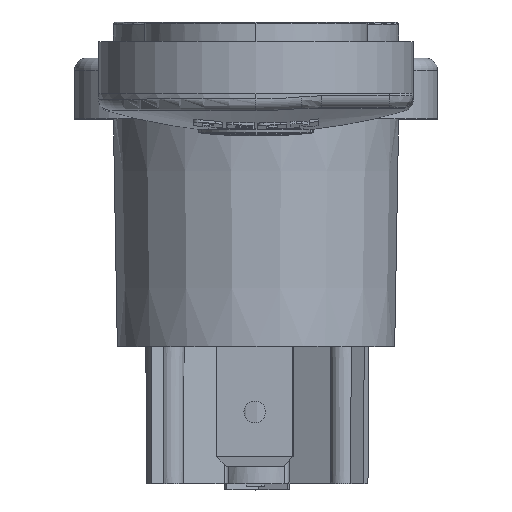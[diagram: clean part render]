
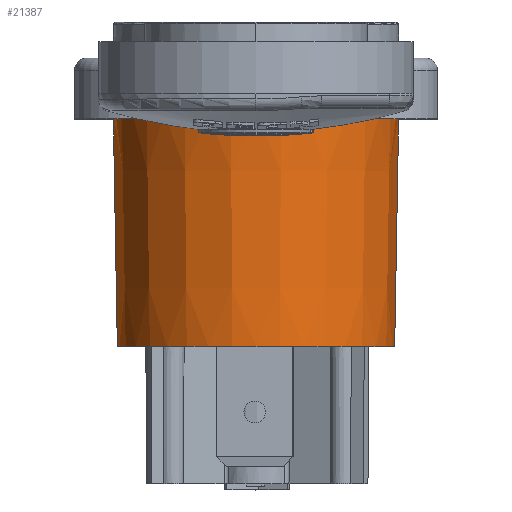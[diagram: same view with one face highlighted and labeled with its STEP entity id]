
A CAD part, top view. The second image highlights one B-rep face of the part: STEP entity #21387.
In plain terms, the highlighted conical face has half-angle 1 degrees and reference radius 11.623 mm.
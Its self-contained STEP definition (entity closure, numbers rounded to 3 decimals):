
#2204=CARTESIAN_POINT('',(88.013,36.414,-54.257));
#2205=DIRECTION('',(0.,1.,0.));
#2206=DIRECTION('',(-1.,0.,0.));
#2207=AXIS2_PLACEMENT_3D('',#2204,#2205,#2206);
#2214=DIRECTION('',(0.017,-1.,0.));
#2215=VECTOR('',#2214,19.312);
#2216=CARTESIAN_POINT('',(76.221,36.414,-54.257));
#2217=LINE('',#2216,#2215);
#2290=DIRECTION('',(0.017,1.,0.));
#2291=VECTOR('',#2290,19.312);
#2292=CARTESIAN_POINT('',(99.467,17.105,-54.257));
#2293=LINE('',#2292,#2291);
#2316=CARTESIAN_POINT('',(88.013,17.105,-54.257));
#2317=DIRECTION('',(0.,1.,0.));
#2318=DIRECTION('',(-1.,0.,0.));
#2319=AXIS2_PLACEMENT_3D('',#2316,#2317,#2318);
#15382=CARTESIAN_POINT('',(76.558,17.105,
-54.257));
#15383=CARTESIAN_POINT('',(99.467,17.105,
-54.257));
#15384=VERTEX_POINT('',#15382);
#15385=VERTEX_POINT('',#15383);
#18075=CARTESIAN_POINT('',(76.221,36.414,
-54.257));
#18076=CARTESIAN_POINT('',(99.804,36.414,
-54.257));
#18077=VERTEX_POINT('',#18075);
#18078=VERTEX_POINT('',#18076);
#21373=CARTESIAN_POINT('',(88.013,26.759,
-54.257));
#21374=DIRECTION('',(0.,1.,0.));
#21375=DIRECTION('',(-1.,0.,0.));
#21376=AXIS2_PLACEMENT_3D('',#21373,#21374,#21375);
#21377=CONICAL_SURFACE('',#21376,11.623,1.);
#21378=ORIENTED_EDGE('',*,*,#20783,.T.);
#21380=ORIENTED_EDGE('',*,*,#21379,.F.);
#21382=ORIENTED_EDGE('',*,*,#21381,.F.);
#21384=ORIENTED_EDGE('',*,*,#21383,.F.);
#21385=EDGE_LOOP('',(#21378,#21380,#21382,#21384));
#21386=FACE_OUTER_BOUND('',#21385,.F.);
#21387=ADVANCED_FACE('',(#21386),#21377,.T.);
#2208=CIRCLE('',#2207,11.791);
#2320=CIRCLE('',#2319,11.454);
#20783=EDGE_CURVE('',#18077,#18078,#2208,.T.);
#21379=EDGE_CURVE('',#15385,#18078,#2293,.T.);
#21381=EDGE_CURVE('',#15384,#15385,#2320,.T.);
#21383=EDGE_CURVE('',#18077,#15384,#2217,.T.);
